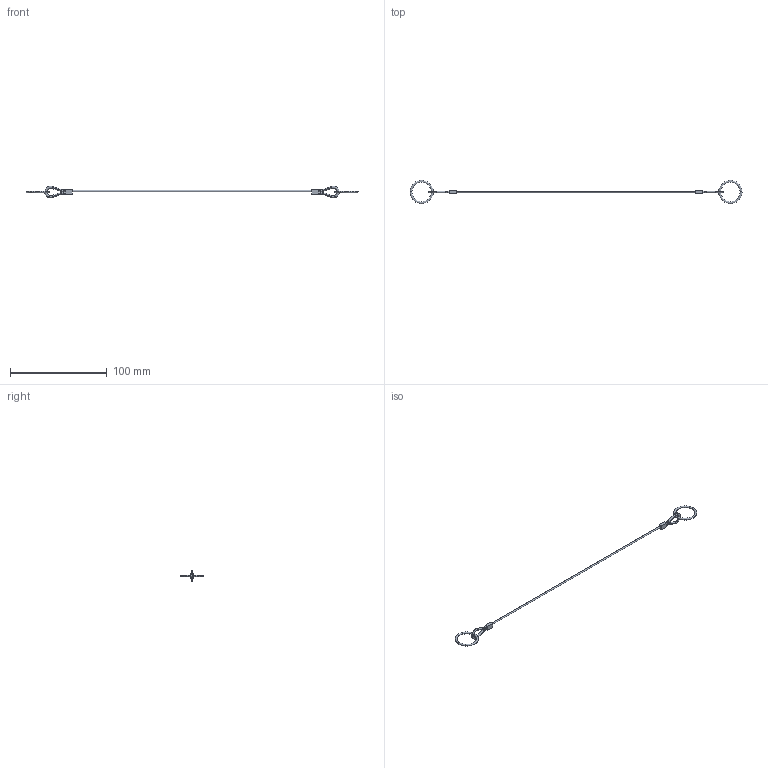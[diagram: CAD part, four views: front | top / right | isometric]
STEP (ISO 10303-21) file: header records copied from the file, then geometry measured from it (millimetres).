
FILE_DESCRIPTION(('STEP AP214'),'1');
FILE_NAME('HALDERN_EH_22400_0933.stp','2017-11-08T12:40:47',('TraceParts'),('TraceParts S.A.'),'Spatial InterOp 3D',' ',' ');
FILE_SCHEMA(('automotive_design'));
Length unit declared in the file: millimetre
Products named in the file (3): HALDERN_EH_22400_0933_1; HALDERN_EH_22400_0933_2; HALDERN_EH_22400_0933_3
Bounding box: 343 x 24 x 12 mm (x, y, z)
Volume: 1775.5 mm3; surface area: 3322.1 mm2
Topology: 3 solids, 3 shells, 54 faces, 142 edges, 92 vertices
Faces by surface type: torus 24, cylinder 18, plane 12
Entity records: 2160 total; most frequent: DIRECTION 356, CARTESIAN_POINT 291, ORIENTED_EDGE 284, AXIS2_PLACEMENT_3D 157, EDGE_CURVE 142, VERTEX_POINT 92, CIRCLE 88, EDGE_LOOP 60
